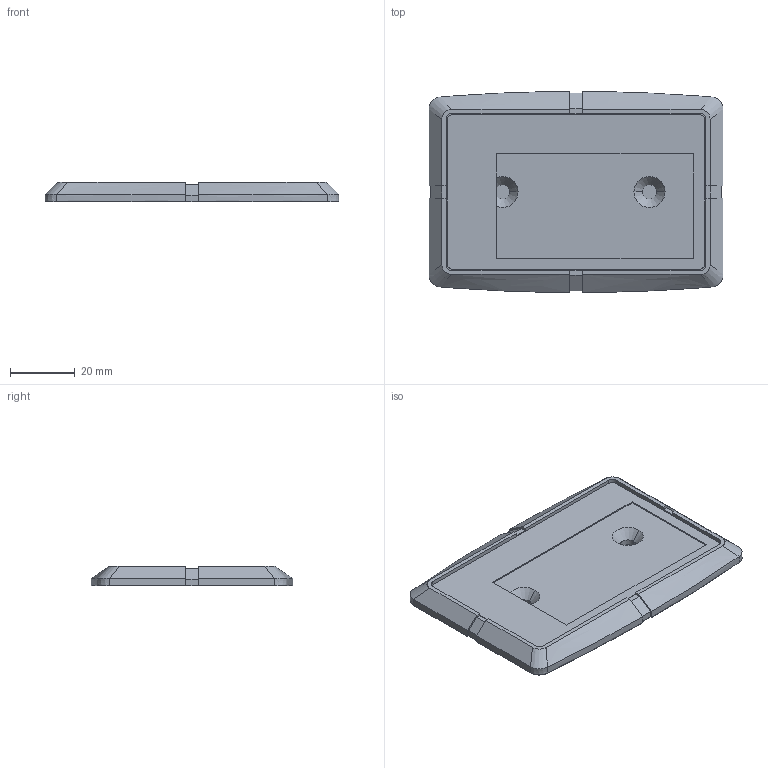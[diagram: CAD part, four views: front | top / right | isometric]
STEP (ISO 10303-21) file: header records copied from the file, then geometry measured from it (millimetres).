
FILE_DESCRIPTION((''),'2;1');
FILE_NAME('3001917_ASM','2015-07-16T',('PSmith'),(''),'PRO/ENGINEER BY PARAMETRIC TECHNOLOGY CORPORATION, 2012360','PRO/ENGINEER BY PARAMETRIC TECHNOLOGY CORPORATION, 2012360','');
FILE_SCHEMA(('CONFIG_CONTROL_DESIGN'));
Length unit declared in the file: inch
Products named in the file (5): 3020006; 3000589; 3000586_ASM; 3001915; 3001917_ASM
Assembly tree (4 placements, depth 3):
  3001917_ASM
    3000586_ASM
      3020006
      3000589
    3001915
Bounding box: 90.49 x 61.9 x 6.12 mm (x, y, z)
Volume: 25920.8 mm3; surface area: 27391.1 mm2
Topology: 3 solids, 3 shells, 124 faces, 324 edges, 212 vertices
Faces by surface type: plane 72, cylinder 24, extrusion 16, bspline 8, cone 4
Entity records: 4561 total; most frequent: CARTESIAN_POINT 1411, ORIENTED_EDGE 648, DIRECTION 574, EDGE_CURVE 324, VECTOR 248, LINE 232, VERTEX_POINT 212, AXIS2_PLACEMENT_3D 163
